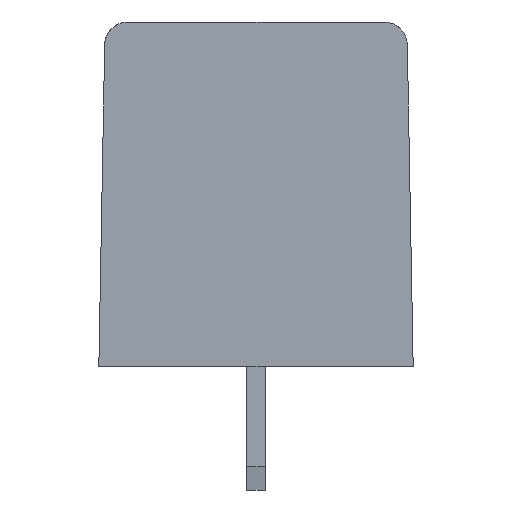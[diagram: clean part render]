
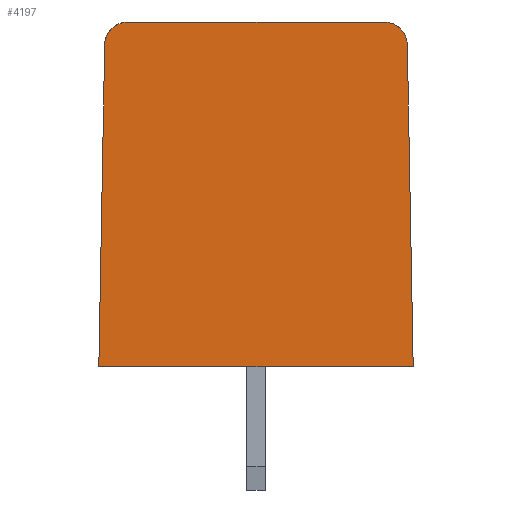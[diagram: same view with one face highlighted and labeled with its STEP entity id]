
A CAD part, left-side view. The second image highlights one B-rep face of the part: STEP entity #4197.
In plain terms, the highlighted planar face has unit normal (-1, 0, 0).
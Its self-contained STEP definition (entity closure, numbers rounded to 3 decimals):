
#4065 = VERTEX_POINT('',#4066);
#4066 = CARTESIAN_POINT('',(-0.375,5.5,14.8));
#4072 = EDGE_CURVE('',#4065,#4073,#4075,.T.);
#4073 = VERTEX_POINT('',#4074);
#4074 = CARTESIAN_POINT('',(-0.375,-5.5,14.8));
#4075 = LINE('',#4076,#4077);
#4076 = CARTESIAN_POINT('',(-0.375,6.75,14.8));
#4077 = VECTOR('',#4078,1.);
#4078 = DIRECTION('',(0.,-1.,0.));
#4112 = VERTEX_POINT('',#4113);
#4113 = CARTESIAN_POINT('',(-0.375,6.5,13.818));
#4119 = EDGE_CURVE('',#4112,#4065,#4120,.T.);
#4120 = CIRCLE('',#4121,1.);
#4121 = AXIS2_PLACEMENT_3D('',#4122,#4123,#4124);
#4122 = CARTESIAN_POINT('',(-0.375,5.5,13.8));
#4123 = DIRECTION('',(1.,0.,0.));
#4124 = DIRECTION('',(0.,1.,0.));
#4178 = EDGE_CURVE('',#4073,#4179,#4181,.T.);
#4179 = VERTEX_POINT('',#4180);
#4180 = CARTESIAN_POINT('',(-0.375,-6.5,13.818));
#4181 = CIRCLE('',#4182,1.);
#4182 = AXIS2_PLACEMENT_3D('',#4183,#4184,#4185);
#4183 = CARTESIAN_POINT('',(-0.375,-5.5,13.8));
#4184 = DIRECTION('',(1.,0.,0.));
#4185 = DIRECTION('',(0.,1.,0.));
#4197 = ADVANCED_FACE('',(#4198),#4225,.T.);
#4198 = FACE_BOUND('',#4199,.T.);
#4199 = EDGE_LOOP('',(#4200,#4208,#4216,#4222,#4223,#4224));
#4200 = ORIENTED_EDGE('',*,*,#4201,.F.);
#4201 = EDGE_CURVE('',#4202,#4112,#4204,.T.);
#4202 = VERTEX_POINT('',#4203);
#4203 = CARTESIAN_POINT('',(-0.375,6.75,0.));
#4204 = LINE('',#4205,#4206);
#4205 = CARTESIAN_POINT('',(-0.375,6.625,6.909));
#4206 = VECTOR('',#4207,1.);
#4207 = DIRECTION('',(0.,-0.018,1.));
#4208 = ORIENTED_EDGE('',*,*,#4209,.T.);
#4209 = EDGE_CURVE('',#4202,#4210,#4212,.T.);
#4210 = VERTEX_POINT('',#4211);
#4211 = CARTESIAN_POINT('',(-0.375,-6.75,0.));
#4212 = LINE('',#4213,#4214);
#4213 = CARTESIAN_POINT('',(-0.375,6.75,0.));
#4214 = VECTOR('',#4215,1.);
#4215 = DIRECTION('',(0.,-1.,0.));
#4216 = ORIENTED_EDGE('',*,*,#4217,.F.);
#4217 = EDGE_CURVE('',#4179,#4210,#4218,.T.);
#4218 = LINE('',#4219,#4220);
#4219 = CARTESIAN_POINT('',(-0.375,-6.748,0.122));
#4220 = VECTOR('',#4221,1.);
#4221 = DIRECTION('',(0.,-0.018,-1.));
#4222 = ORIENTED_EDGE('',*,*,#4178,.F.);
#4223 = ORIENTED_EDGE('',*,*,#4072,.F.);
#4224 = ORIENTED_EDGE('',*,*,#4119,.F.);
#4225 = PLANE('',#4226);
#4226 = AXIS2_PLACEMENT_3D('',#4227,#4228,#4229);
#4227 = CARTESIAN_POINT('',(-0.375,6.75,0.));
#4228 = DIRECTION('',(-1.,0.,0.));
#4229 = DIRECTION('',(0.,0.,1.));
